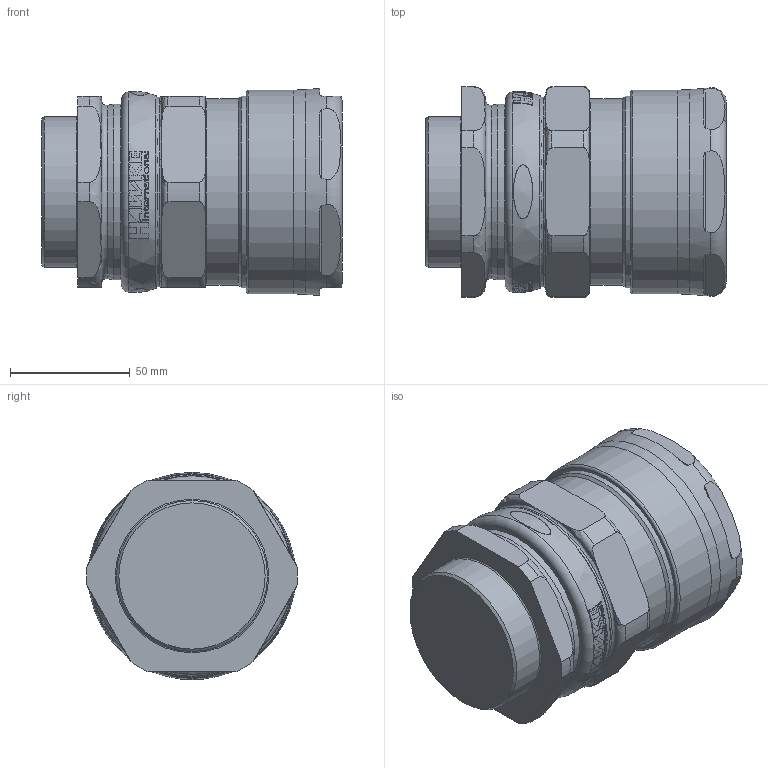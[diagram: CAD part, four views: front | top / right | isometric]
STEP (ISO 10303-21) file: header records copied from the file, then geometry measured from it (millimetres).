
FILE_DESCRIPTION(/* description */ (''),/* implementation_level */ '2;1');
FILE_NAME(/* name */ '710_X E.stp',/* time_stamp */ '2019-08-02T23:07:40+06:00',/* author */ ('vinaykumark'),/* organization */ (''),/* preprocessor_version */ 'ST-DEVELOPER v16.13',/* originating_system */ 'Autodesk Inventor 2018',/* authorisation */ '');
FILE_SCHEMA (('AUTOMOTIVE_DESIGN { 1 0 10303 214 3 1 1 }'));
Length unit declared in the file: centimetre
Products named in the file (1): 710_X A
Bounding box: 125.44 x 87.96 x 86.45 mm (x, y, z)
Surface area: 155156.1 mm2
Topology: 9 solids, 9 shells, 1114 faces, 2997 edges, 1980 vertices
Faces by surface type: plane 458, bspline 237, torus 200, cylinder 135, cone 84
Full cylindrical faces by diameter (mm): 56.1 x1, 56.3 x1, 59.4 x1, 62.9 x1, 63 x1, 65 x1, 65.3 x1, 67.4 x1, 70.3 x1, 71 x1, 72 x1, 72.32 x1, 73 x1, 73.32 x2, 76.2 x1, 77.7 x1, 78.5 x1, 79.2 x1, 80 x1, 85 x1
Entity records: 42383 total; most frequent: CARTESIAN_POINT 14622, ORIENTED_EDGE 5824, DIRECTION 5210, EDGE_CURVE 2912, AXIS2_PLACEMENT_3D 2131, VERTEX_POINT 1972, EDGE_LOOP 1274, STYLED_ITEM 1123
